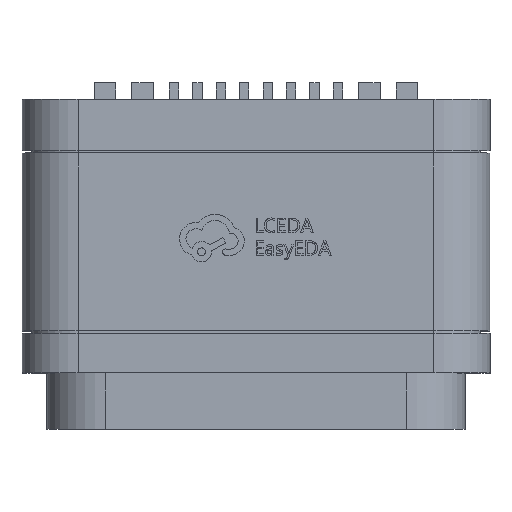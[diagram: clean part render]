
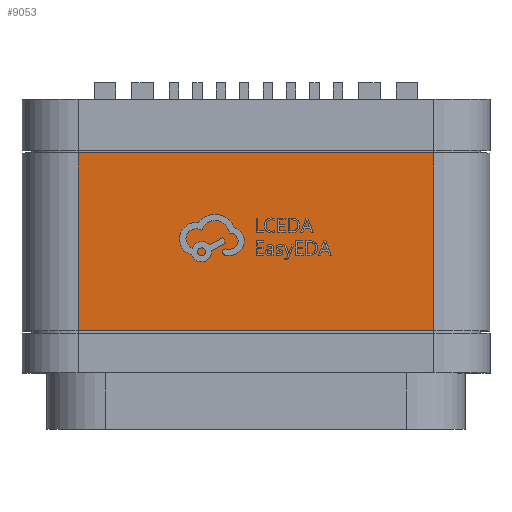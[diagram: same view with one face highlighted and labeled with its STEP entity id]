
A CAD part, top view. The second image highlights one B-rep face of the part: STEP entity #9053.
In plain terms, the highlighted planar face has unit normal (0, 0, 1).
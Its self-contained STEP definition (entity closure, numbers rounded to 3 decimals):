
#565=PLANE('',#9658);
#980=FACE_OUTER_BOUND('',#1463,.T.);
#1463=EDGE_LOOP('',(#7082,#7083,#7084,#7085));
#2204=LINE('',#14002,#3141);
#2228=LINE('',#14078,#3165);
#2229=LINE('',#14081,#3166);
#2230=LINE('',#14082,#3167);
#3141=VECTOR('',#10977,1.);
#3165=VECTOR('',#11051,1.);
#3166=VECTOR('',#11054,1.);
#3167=VECTOR('',#11055,1.);
#4127=VERTEX_POINT('',#13999);
#4128=VERTEX_POINT('',#14001);
#4155=VERTEX_POINT('',#14076);
#4156=VERTEX_POINT('',#14080);
#5173=EDGE_CURVE('',#4127,#4128,#2204,.T.);
#5213=EDGE_CURVE('',#4127,#4155,#2228,.T.);
#5214=EDGE_CURVE('',#4155,#4156,#2229,.T.);
#5215=EDGE_CURVE('',#4128,#4156,#2230,.T.);
#7082=ORIENTED_EDGE('',*,*,#5214,.T.);
#7083=ORIENTED_EDGE('',*,*,#5215,.F.);
#7084=ORIENTED_EDGE('',*,*,#5173,.F.);
#7085=ORIENTED_EDGE('',*,*,#5213,.T.);
#9053=ADVANCED_FACE('',(#980),#565,.F.);
#9658=AXIS2_PLACEMENT_3D('',#14079,#11052,#11053);
#10977=DIRECTION('',(1.,0.,0.));
#11051=DIRECTION('',(0.,-1.,0.));
#11052=DIRECTION('center_axis',(0.,0.,
-1.));
#11053=DIRECTION('ref_axis',(1.,0.,0.));
#11054=DIRECTION('',(1.,0.,0.));
#11055=DIRECTION('',(0.,-1.,0.));
#13999=CARTESIAN_POINT('',(-3.8,1.159,4.655));
#14001=CARTESIAN_POINT('',(3.8,1.159,4.655));
#14002=CARTESIAN_POINT('',(-3.8,1.159,4.655));
#14076=CARTESIAN_POINT('',(-3.8,-2.641,4.655));
#14078=CARTESIAN_POINT('',(-3.8,1.159,4.655));
#14079=CARTESIAN_POINT('Origin',(-3.8,1.159,4.655));
#14080=CARTESIAN_POINT('',(3.8,-2.641,4.655));
#14081=CARTESIAN_POINT('',(-3.8,-2.641,4.655));
#14082=CARTESIAN_POINT('',(3.8,1.159,4.655));
